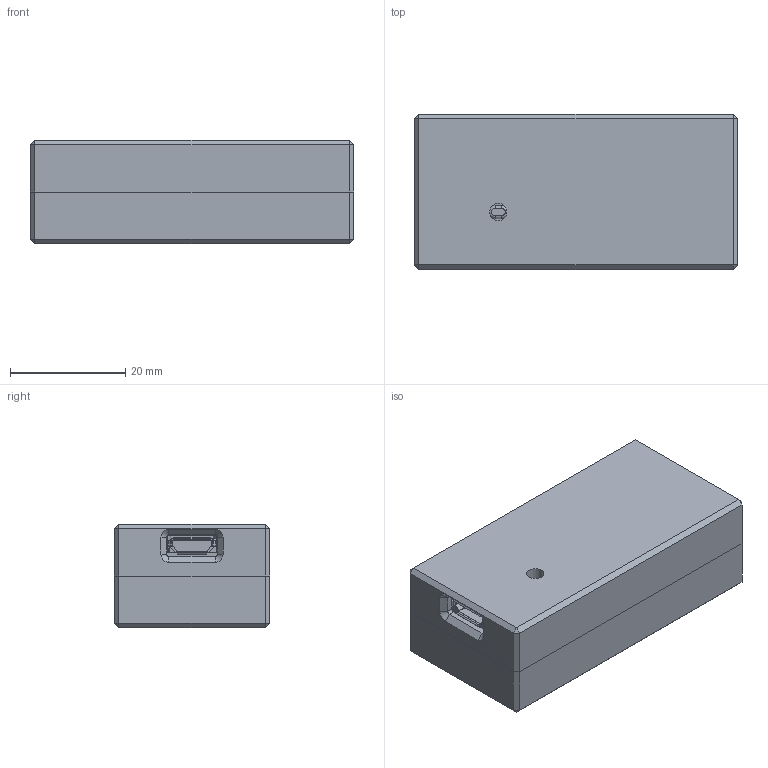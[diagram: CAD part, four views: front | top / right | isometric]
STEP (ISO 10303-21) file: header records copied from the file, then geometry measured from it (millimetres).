
FILE_DESCRIPTION(/* description */ (''),/* implementation_level */ '2;1');
FILE_NAME(/* name */ 'hid-remapper-enclosure-dual.step.step',/* time_stamp */ '2022-06-29T14:36:10+02:00',/* author */ (''),/* organization */ (''),/* preprocessor_version */ 'ST-DEVELOPER v19',/* originating_system */ 'Autodesk Translation Framework v11.7.0.108',/* authorisation */ '');
FILE_SCHEMA (('AUTOMOTIVE_DESIGN { 1 0 10303 214 3 1 1 }'));
Length unit declared in the file: millimetre
Products named in the file (17): DualPicoCase; Pico-R3; PICO_assm_140121.STEP; Pico-R3_1; PICO_assm_140121.STEP_1; PICO_REF_BOARD.STEP; PICO_REF_USB.STEP; PICO_REF_SWITCH.STEP; PICO_REF_MICROCONTROLLER.STEP; PICO_REF_LED.STEP; PICO_REF_ONSEMI.STEP; PICO_BOURNS.STEP; PICO_MURATA.STEP; PICO_RICHTEK.STEP; PICO_DIODES.STEP; PICO_AEL.STEP; PICO_WINBOND.STEP
Assembly tree (30 placements, depth 4):
  DualPicoCase
    Pico-R3
      PICO_assm_140121.STEP
        PICO_REF_BOARD.STEP
        PICO_REF_USB.STEP
        PICO_REF_SWITCH.STEP
        PICO_REF_MICROCONTROLLER.STEP
        PICO_REF_LED.STEP
        PICO_REF_ONSEMI.STEP
        PICO_BOURNS.STEP
        PICO_MURATA.STEP  x2
        PICO_RICHTEK.STEP
        PICO_DIODES.STEP
        PICO_AEL.STEP
        PICO_WINBOND.STEP
    Pico-R3_1
      PICO_assm_140121.STEP_1
        PICO_REF_BOARD.STEP
        PICO_REF_USB.STEP
        PICO_REF_SWITCH.STEP
        PICO_REF_MICROCONTROLLER.STEP
        PICO_REF_LED.STEP
        PICO_REF_ONSEMI.STEP
        PICO_BOURNS.STEP
        PICO_MURATA.STEP  x2
        PICO_RICHTEK.STEP
        PICO_DIODES.STEP
        PICO_AEL.STEP
        PICO_WINBOND.STEP
Bounding box: 56.2 x 27 x 18 mm (x, y, z)
Volume: 12666.8 mm3; surface area: 17188.4 mm2
Topology: 36 solids, 36 shells, 1072 faces, 3124 edges, 2158 vertices
Faces by surface type: plane 796, cylinder 262, cone 10, torus 4
Full cylindrical faces by diameter (mm): 1 x86, 1.7 x6, 2.1 x8, 2.2 x2, 3 x2, 4 x4
Entity records: 20412 total; most frequent: CARTESIAN_POINT 3845, DIRECTION 3365, ORIENTED_EDGE 3354, EDGE_CURVE 1677, VERTEX_POINT 1148, LINE 1133, VECTOR 1133, AXIS2_PLACEMENT_3D 1116
